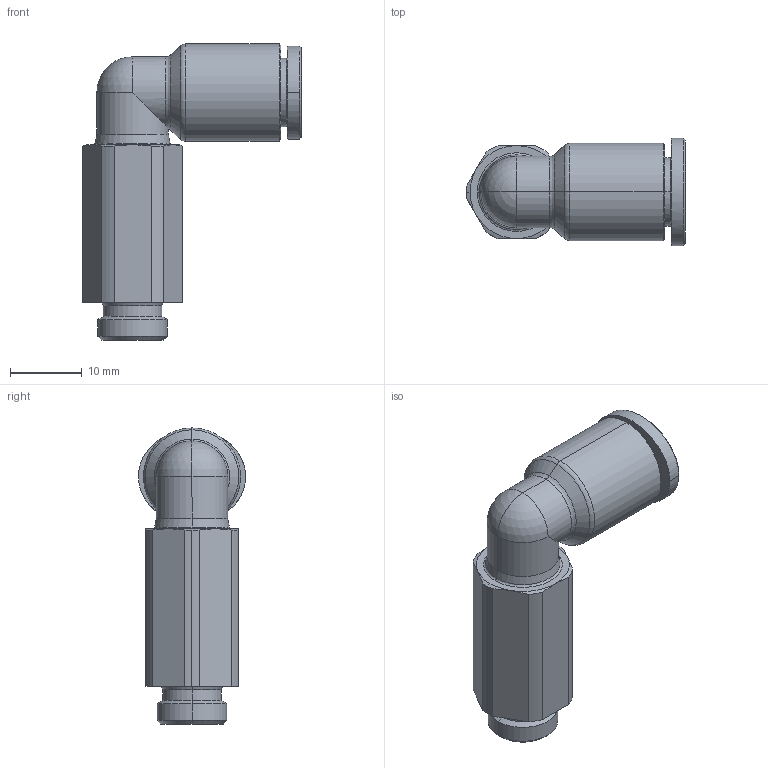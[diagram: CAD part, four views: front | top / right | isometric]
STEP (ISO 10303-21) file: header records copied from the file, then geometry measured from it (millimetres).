
FILE_DESCRIPTION((''),'2;1');
FILE_NAME('GPLL 08G01(3D).stp','2012-12-21T11:24:06',(''),(''),'Mechanical Desktop.R8.0.24.0','Mechanical Desktop.R8.0.24.0',', , ');
FILE_SCHEMA(('CONFIG_CONTROL_DESIGN'));
Length unit declared in the file: millimetre
Products named in the file (2): GPLL 08G01(3D); ºÎÇ°1
Assembly tree (1 placements, depth 2):
  GPLL 08G01(3D)
    ºÎÇ°1
Bounding box: 30.6 x 15 x 41.4 mm (x, y, z)
Volume: 5389 mm3; surface area: 3706.3 mm2
Topology: 1 solids, 1 shells, 446 faces, 1228 edges, 805 vertices
Faces by surface type: plane 348, cylinder 33, bspline 33, cone 28, sphere 2, torus 2
Entity records: 14904 total; most frequent: CARTESIAN_POINT 3479, ORIENTED_EDGE 2452, DIRECTION 2199, EDGE_CURVE 1226, VECTOR 1045, LINE 1045, VERTEX_POINT 805, AXIS2_PLACEMENT_3D 577
